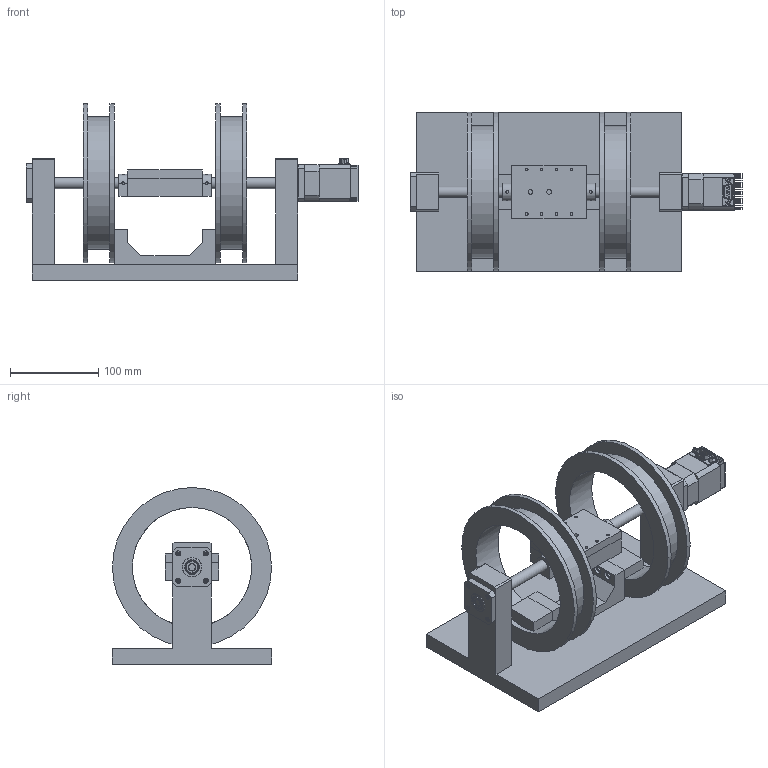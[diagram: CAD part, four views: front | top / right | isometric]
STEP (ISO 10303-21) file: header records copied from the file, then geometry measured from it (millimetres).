
FILE_DESCRIPTION(/* description */ (''),/* implementation_level */ '2;1');
FILE_NAME(/* name */ 'Coil-Clinostat.step',/* time_stamp */ '2022-10-11T16:24:58-04:00',/* author */ (''),/* organization */ (''),/* preprocessor_version */ 'ST-DEVELOPER v19',/* originating_system */ 'Autodesk Translation Framework v11.7.0.108',/* authorisation */ '');
FILE_SCHEMA (('AUTOMOTIVE_DESIGN { 1 0 10303 214 3 1 1 }'));
Length unit declared in the file: millimetre
Products named in the file (10): Coils; Coil 1; Coil 2; Base; Bearing mount; Chamber; Chamber top; 2349K701_Permanently Lubricated Ball Bearing; 6627T25_Stepper Motor; Drive Shaft
Assembly tree (9 placements, depth 3):
  Coils
    Coil 1
    Coil 2
    Base
    Bearing mount
    Chamber
    Chamber top
    2349K701_Permanently Lubricated Ball Bearing
      6627T25_Stepper Motor
    Drive Shaft
Bounding box: 375.68 x 180 x 200 mm (x, y, z)
Volume: 1993106.3 mm3; surface area: 407556.8 mm2
Topology: 34 solids, 34 shells, 601 faces, 1500 edges, 996 vertices
Faces by surface type: plane 328, cylinder 199, sphere 23, bspline 19, torus 18, cone 14
Full cylindrical faces by diameter (mm): 1.016 x9, 1.968 x1, 2.205 x1, 2.223 x2, 2.845 x2, 3 x32, 3.2 x12, 4.5 x16, 4.999 x2, 5.16 x2, 5.2 x4, 5.25 x1, 5.7 x4, 6.43 x4, 7.8 x1, 8 x1, 8.047 x2, 9.144 x1, 9.5 x4, 12.5 x2, 13 x2, 13.154 x2, 15 x1, 15.923 x1, 16.846 x2, 21.996 x1, 22 x2, 25 x2, 135 x2, 150 x2
Entity records: 26197 total; most frequent: CARTESIAN_POINT 11378, DIRECTION 2963, ORIENTED_EDGE 2926, EDGE_CURVE 1463, AXIS2_PLACEMENT_3D 1045, VERTEX_POINT 996, LINE 873, VECTOR 873
